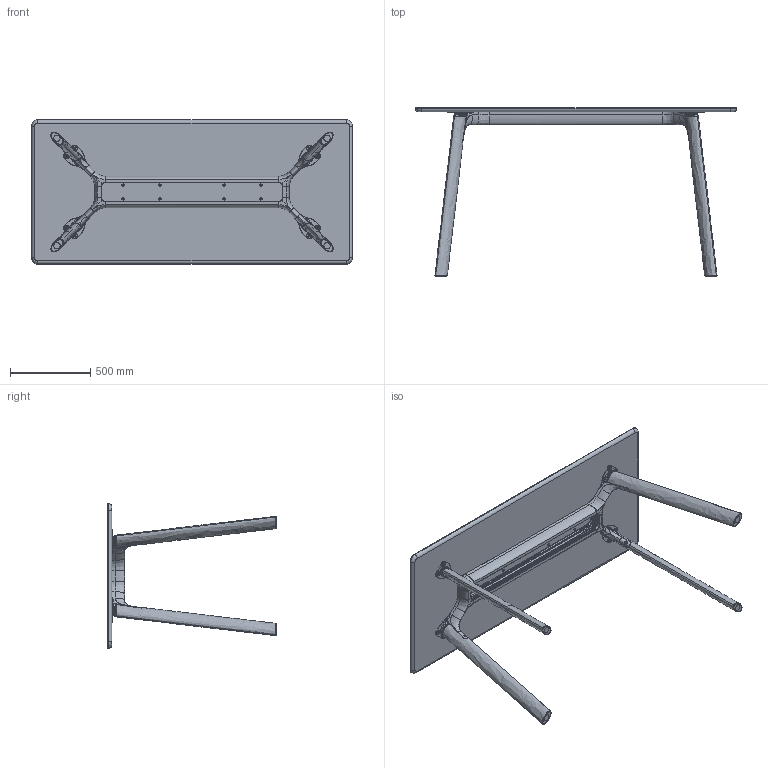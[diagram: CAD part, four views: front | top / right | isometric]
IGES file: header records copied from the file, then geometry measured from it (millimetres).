
Start section: SolidWorks IGES file using analytic representation for surfaces
Global section: file name: Arco-Grid-rectangular_high-200x90x105-Jonathan_Prestwich-3Dfile.IGS; native system: SolidWorks 2019; preprocessor: SolidWorks 2019; author: jellisg; date: 210616.095043; units: millimetre
Bounding box: 2000 x 1049.71 x 900 mm (x, y, z)
Surface area: 5477537.7 mm2 (no closed solid volume)
Topology: 0 solids, 0 shells, 662 faces, 11532 edges, 11512 vertices
Faces by surface type: bspline 370, revolution 292
